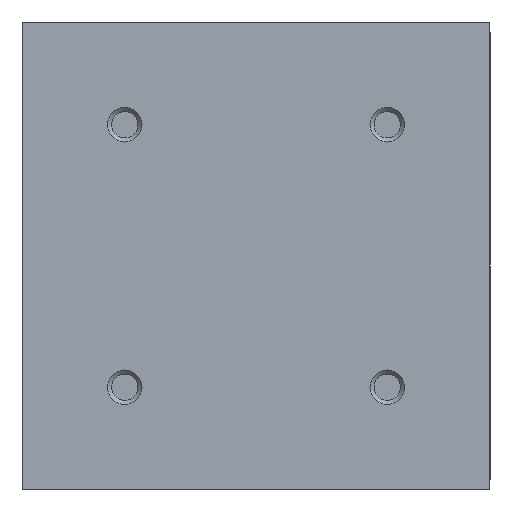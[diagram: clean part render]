
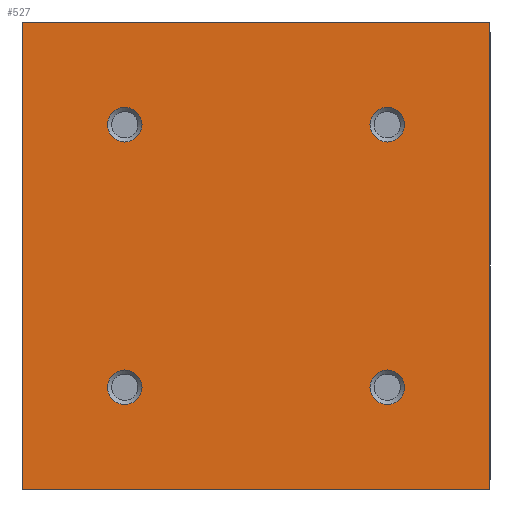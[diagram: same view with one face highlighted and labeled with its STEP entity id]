
A CAD part, left-side view. The second image highlights one B-rep face of the part: STEP entity #527.
In plain terms, the highlighted planar face has unit normal (-1, 0, 0).
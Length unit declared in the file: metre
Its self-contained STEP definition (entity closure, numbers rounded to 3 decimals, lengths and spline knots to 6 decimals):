
#527=ADVANCED_FACE('569:145',(#1237,#1238,#1239,#1240,#1241),#1242,.F.);
#1237=FACE_BOUND('',#2156,.T.);
#1238=FACE_BOUND('',#2157,.T.);
#1239=FACE_BOUND('',#2158,.T.);
#1240=FACE_BOUND('',#2159,.T.);
#1241=FACE_OUTER_BOUND('',#2160,.T.);
#1242=PLANE('',#2161);
#2156=EDGE_LOOP('',(#4007));
#2157=EDGE_LOOP('',(#4008));
#2158=EDGE_LOOP('',(#4009));
#2159=EDGE_LOOP('',(#4010));
#2160=EDGE_LOOP('',(#4011,#4012,#4013,#4014));
#2161=AXIS2_PLACEMENT_3D('',#4015,#4016,#4017);
#4007=ORIENTED_EDGE('',*,*,#5858,.T.);
#4008=ORIENTED_EDGE('',*,*,#5864,.T.);
#4009=ORIENTED_EDGE('',*,*,#6252,.T.);
#4010=ORIENTED_EDGE('',*,*,#6253,.T.);
#4011=ORIENTED_EDGE('',*,*,#6132,.F.);
#4012=ORIENTED_EDGE('',*,*,#6143,.F.);
#4013=ORIENTED_EDGE('',*,*,#6139,.F.);
#4014=ORIENTED_EDGE('',*,*,#6135,.F.);
#4015=CARTESIAN_POINT('',(-0.06,0.,0.0445));
#4016=DIRECTION('',(1.0,0.,0.));
#4017=DIRECTION('',(0.,-1.0,0.));
#5858=EDGE_CURVE('569:478',#6905,#6905,#6906,.T.);
#5864=EDGE_CURVE('569:484',#6915,#6915,#6916,.T.);
#6132=EDGE_CURVE('569:1147',#7329,#7324,#7331,.T.);
#6135=EDGE_CURVE('569:1156',#7324,#7335,#7336,.T.);
#6139=EDGE_CURVE('569:1153',#7335,#7341,#7342,.T.);
#6143=EDGE_CURVE('569:1150',#7341,#7329,#7346,.T.);
#6252=EDGE_CURVE('569:490',#7525,#7525,#7526,.T.);
#6253=EDGE_CURVE('569:496',#7527,#7527,#7528,.T.);
#6905=VERTEX_POINT('',#8449);
#6906=CIRCLE('',#8450,0.0033);
#6915=VERTEX_POINT('',#8459);
#6916=CIRCLE('',#8460,0.0033);
#7324=VERTEX_POINT('',#9076);
#7329=VERTEX_POINT('',#9083);
#7331=LINE('',#9086,#9087);
#7335=VERTEX_POINT('',#9092);
#7336=LINE('',#9093,#9094);
#7341=VERTEX_POINT('',#9101);
#7342=LINE('',#9102,#9103);
#7346=LINE('',#9109,#9110);
#7525=VERTEX_POINT('',#9359);
#7526=CIRCLE('',#9360,0.0033);
#7527=VERTEX_POINT('',#9361);
#7528=CIRCLE('',#9362,0.0033);
#8449=CARTESIAN_POINT('',(-0.06,0.025,0.0728));
#8450=AXIS2_PLACEMENT_3D('',#10763,#10764,#10765);
#8459=CARTESIAN_POINT('',(-0.06,0.025,0.0228));
#8460=AXIS2_PLACEMENT_3D('',#10775,#10776,#10777);
#9076=CARTESIAN_POINT('',(-0.06,0.04445,0.00005));
#9083=CARTESIAN_POINT('',(-0.06,-0.04445,0.00005));
#9086=CARTESIAN_POINT('',(-0.06,0.,0.00005));
#9087=VECTOR('',#10998,1.0);
#9092=CARTESIAN_POINT('',(-0.06,0.04445,0.08895));
#9093=CARTESIAN_POINT('',(-0.06,0.04445,0.0445));
#9094=VECTOR('',#11000,1.0);
#9101=CARTESIAN_POINT('',(-0.06,-0.04445,0.08895));
#9102=CARTESIAN_POINT('',(-0.06,0.,0.08895));
#9103=VECTOR('',#11003,1.0);
#9109=CARTESIAN_POINT('',(-0.06,-0.04445,0.0445));
#9110=VECTOR('',#11006,1.0);
#9359=CARTESIAN_POINT('',(-0.06,-0.025,0.0228));
#9360=AXIS2_PLACEMENT_3D('',#11125,#11126,#11127);
#9361=CARTESIAN_POINT('',(-0.06,-0.025,0.0728));
#9362=AXIS2_PLACEMENT_3D('',#11128,#11129,#11130);
#10763=CARTESIAN_POINT('',(-0.06,0.025,0.0695));
#10764=DIRECTION('',(1.0,0.,0.));
#10765=DIRECTION('',(0.,0.,1.0));
#10775=CARTESIAN_POINT('',(-0.06,0.025,0.0195));
#10776=DIRECTION('',(1.0,0.,0.));
#10777=DIRECTION('',(0.,0.,1.0));
#10998=DIRECTION('',(0.,1.0,0.));
#11000=DIRECTION('',(0.,0.,1.0));
#11003=DIRECTION('',(0.,-1.0,0.));
#11006=DIRECTION('',(0.,0.,-1.0));
#11125=CARTESIAN_POINT('',(-0.06,-0.025,0.0195));
#11126=DIRECTION('',(1.0,0.,0.));
#11127=DIRECTION('',(0.,0.,1.0));
#11128=CARTESIAN_POINT('',(-0.06,-0.025,0.0695));
#11129=DIRECTION('',(1.0,0.,0.));
#11130=DIRECTION('',(0.,0.,1.0));
